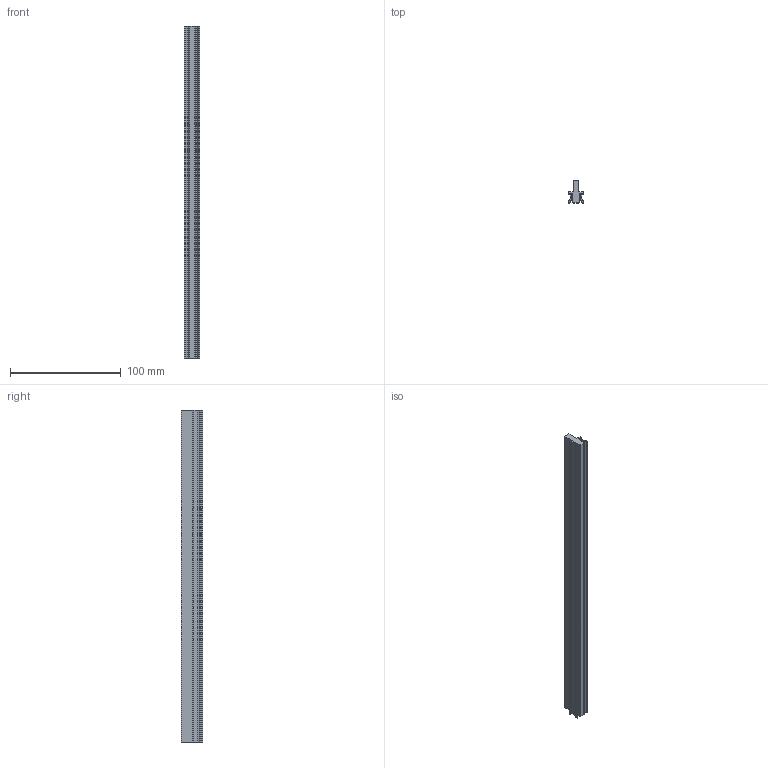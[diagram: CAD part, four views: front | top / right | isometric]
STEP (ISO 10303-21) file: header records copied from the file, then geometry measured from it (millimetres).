
FILE_DESCRIPTION (( 'STEP AP214' ), '1' );
FILE_NAME ('093SB10N10ESD.STEP', '2015-05-18T12:41:55', ( 'Admin' ), ( 'Hewlett-Packard Company' ), 'SwSTEP 2.0', 'SolidWorks 2014', '' );
FILE_SCHEMA (( 'AUTOMOTIVE_DESIGN' ));
Length unit declared in the file: millimetre
Products named in the file (1): 093SB10N10ESD
Bounding box: 14 x 19.8 x 300 mm (x, y, z)
Volume: 42289.4 mm3; surface area: 30528.2 mm2
Topology: 1 solids, 1 shells, 58 faces, 168 edges, 112 vertices
Faces by surface type: plane 32, cylinder 26
Entity records: 2592 total; most frequent: CARTESIAN_POINT 357, ORIENTED_EDGE 336, DIRECTION 326, EDGE_CURVE 168, LINE 116, VECTOR 116, VERTEX_POINT 112, AXIS2_PLACEMENT_3D 105
